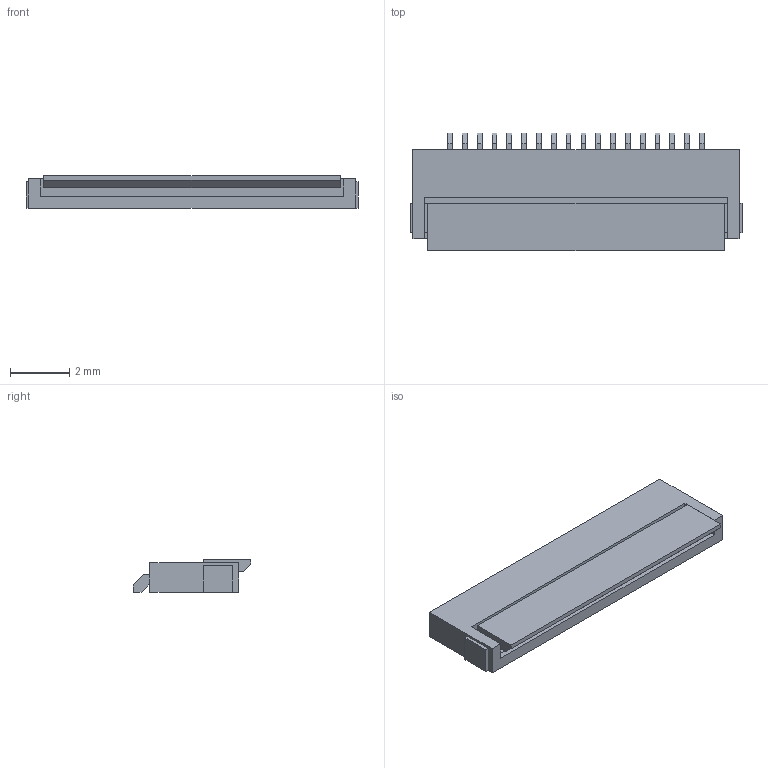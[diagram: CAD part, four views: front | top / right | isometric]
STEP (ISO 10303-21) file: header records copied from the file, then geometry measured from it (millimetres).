
FILE_DESCRIPTION(/* description */ ('STEP AP214'),/* implementation_level */ '2;1');
FILE_NAME(/* name */ '66417c6c6819540134f9581e',/* time_stamp */ '2024-05-13T02:35:24Z',/* author */ (''),/* organization */ (''),/* preprocessor_version */ 'ST-DEVELOPER v20',/* originating_system */ ' ',/* authorisation */ ' ');
FILE_SCHEMA (('AUTOMOTIVE_DESIGN {1 0 10303 214 3 1 1}'));
Length unit declared in the file: metre
Products named in the file (4): Part 2; Part 1; Part 3; Part 4
Bounding box: 11.2 x 3.96 x 1.1 mm (x, y, z)
Volume: 36.6 mm3; surface area: 191.7 mm2
Topology: 4 solids, 4 shells, 136 faces, 384 edges, 256 vertices
Faces by surface type: plane 136
Entity records: 4416 total; most frequent: CARTESIAN_POINT 780, ORIENTED_EDGE 768, DIRECTION 664, EDGE_CURVE 384, LINE 384, VECTOR 384, VERTEX_POINT 256, AXIS2_PLACEMENT_3D 140
